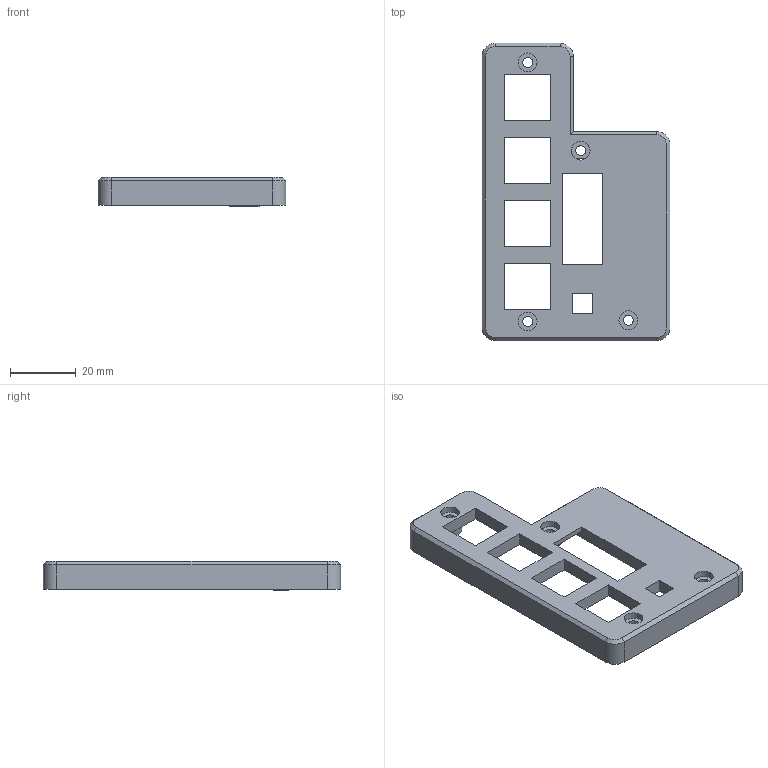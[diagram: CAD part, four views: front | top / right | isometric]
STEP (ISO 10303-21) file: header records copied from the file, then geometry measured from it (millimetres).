
FILE_DESCRIPTION(('FreeCAD Model'),'2;1');
FILE_NAME('Open CASCADE Shape Model','2022-03-15T22:27:05',(''),(''), 'Open CASCADE STEP processor 7.6','FreeCAD','Unknown');
FILE_SCHEMA(('AUTOMOTIVE_DESIGN { 1 0 10303 214 1 1 1 1 }'));
Length unit declared in the file: millimetre
Products named in the file (1): case_top
Bounding box: 57.02 x 90.3 x 8.85 mm (x, y, z)
Volume: 14922.5 mm3; surface area: 11731 mm2
Topology: 1 solids, 1 shells, 95 faces, 250 edges, 164 vertices
Faces by surface type: plane 67, cylinder 23, cone 5
Full cylindrical faces by diameter (mm): 3 x4, 5.7 x4, 7 x3
Entity records: 6300 total; most frequent: CARTESIAN_POINT 1142, DIRECTION 976, LINE 643, VECTOR 643, ORIENTED_EDGE 500, PCURVE 500, DEFINITIONAL_REPRESENTATION 500, EDGE_CURVE 250
